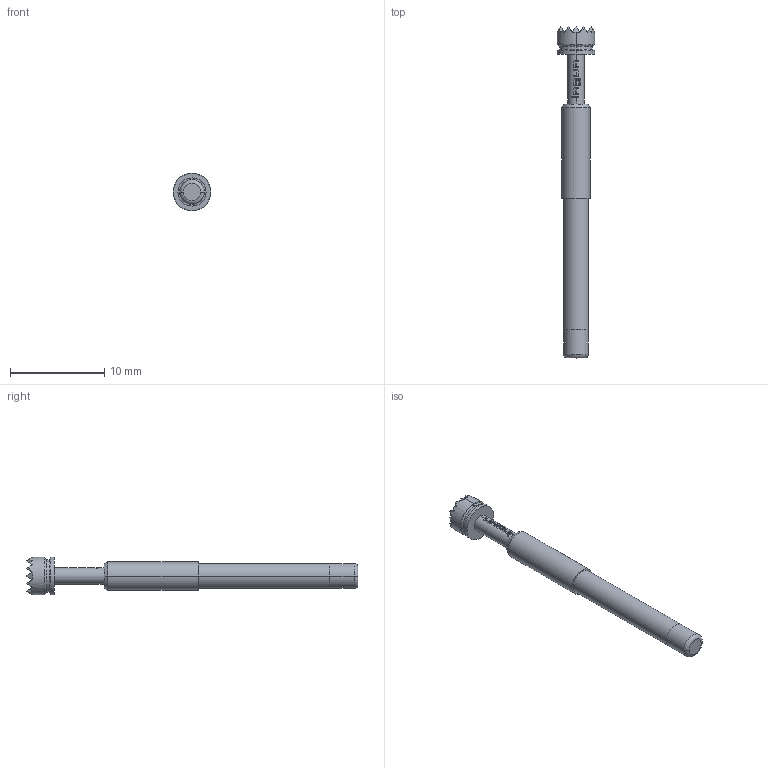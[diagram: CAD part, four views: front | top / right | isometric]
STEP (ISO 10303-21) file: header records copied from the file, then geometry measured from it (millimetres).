
FILE_DESCRIPTION (( 'STEP AP203' ), '1' );
FILE_NAME ('INGUN_HSS-120_306_400_A_xx10.STEP', '2022-02-04T08:51:20', ( 'ochi' ), ( '' ), 'SwSTEP 2.0', 'SolidWorks 2018', '' );
FILE_SCHEMA (( 'CONFIG_CONTROL_DESIGN' ));
Length unit declared in the file: millimetre
Products named in the file (1): INGUN_HSS-120_306_400_A_xx10
Bounding box: 4 x 35.3 x 4 mm (x, y, z)
Volume: 207.4 mm3; surface area: 344 mm2
Topology: 1 solids, 1 shells, 202 faces, 470 edges, 277 vertices
Faces by surface type: plane 139, cylinder 33, bspline 22, torus 6, cone 2
Entity records: 5957 total; most frequent: CARTESIAN_POINT 1608, ORIENTED_EDGE 940, DIRECTION 816, EDGE_CURVE 470, AXIS2_PLACEMENT_3D 297, VERTEX_POINT 277, LINE 222, VECTOR 222
